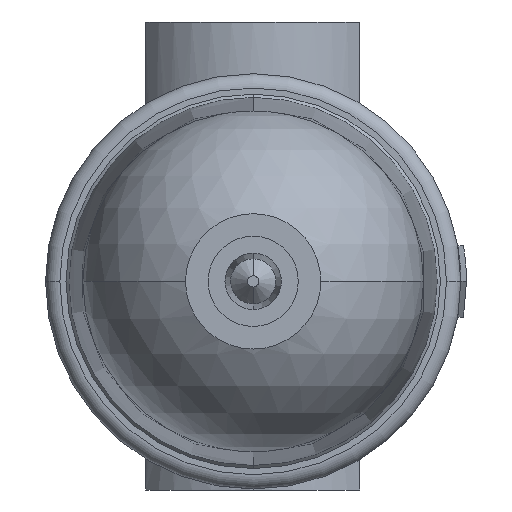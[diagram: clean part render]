
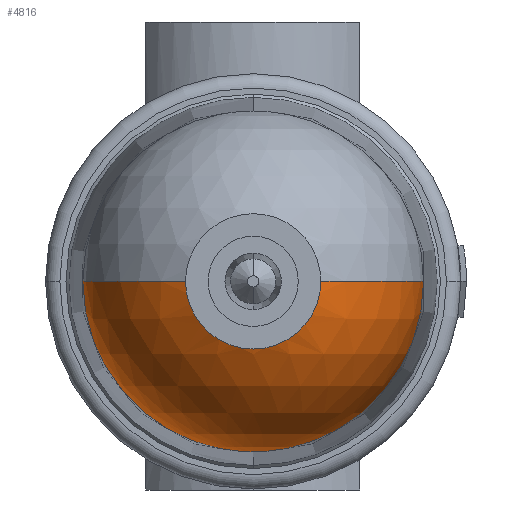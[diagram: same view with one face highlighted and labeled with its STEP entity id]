
A CAD part, front view. The second image highlights one B-rep face of the part: STEP entity #4816.
In plain terms, the highlighted spherical face has radius 15.113 mm.
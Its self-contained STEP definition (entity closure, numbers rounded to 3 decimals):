
#26 = EDGE_CURVE ( 'NONE', #2158, #4018, #644, .T. ) ;
#154 = CARTESIAN_POINT ( 'NONE',  ( 0., -73.013, 0. ) ) ;
#313 = CARTESIAN_POINT ( 'NONE',  ( 15.109, -59.508, 0. ) ) ;
#644 = CIRCLE ( 'NONE', #4061, 6. ) ;
#806 = ORIENTED_EDGE ( 'NONE', *, *, #2170, .T. ) ;
#851 = DIRECTION ( 'NONE',  ( 0., 0., 1. ) ) ;
#1117 = CARTESIAN_POINT ( 'NONE',  ( 6., -73.013, 0. ) ) ;
#1217 = CARTESIAN_POINT ( 'NONE',  ( 0., -59.508, 0. ) ) ;
#1492 = DIRECTION ( 'NONE',  ( -1., 0., 0. ) ) ;
#1497 = SPHERICAL_SURFACE ( 'NONE', #2135, 15.113 ) ;
#1556 = CARTESIAN_POINT ( 'NONE',  ( 0., -59.142, 0. ) ) ;
#1926 = FACE_OUTER_BOUND ( 'NONE', #2361, .T. ) ;
#2053 = DIRECTION ( 'NONE',  ( 0., 1., 0. ) ) ;
#2135 = AXIS2_PLACEMENT_3D ( 'NONE', #1556, #2686, #3549 ) ;
#2158 = VERTEX_POINT ( 'NONE', #1117 ) ;
#2160 = DIRECTION ( 'NONE',  ( 0., 0., 1. ) ) ;
#2170 = EDGE_CURVE ( 'NONE', #4018, #4500, #3313, .T. ) ;
#2183 = DIRECTION ( 'NONE',  ( 0., 1., 0. ) ) ;
#2316 = CIRCLE ( 'NONE', #4282, 15.109 ) ;
#2352 = CARTESIAN_POINT ( 'NONE',  ( 0., -59.142, 0. ) ) ;
#2361 = EDGE_LOOP ( 'NONE', ( #4284, #4461, #806, #2436, #2818 ) ) ;
#2400 = CIRCLE ( 'NONE', #3086, 15.109 ) ;
#2436 = ORIENTED_EDGE ( 'NONE', *, *, #4098, .F. ) ;
#2512 = DIRECTION ( 'NONE',  ( 0., 0., 1. ) ) ;
#2686 = DIRECTION ( 'NONE',  ( 0., 0., 1. ) ) ;
#2689 = CARTESIAN_POINT ( 'NONE',  ( -15.109, -59.508, 0. ) ) ;
#2727 = CARTESIAN_POINT ( 'NONE',  ( 0., -59.508, -15.109 ) ) ;
#2818 = ORIENTED_EDGE ( 'NONE', *, *, #3740, .F. ) ;
#2849 = CARTESIAN_POINT ( 'NONE',  ( 0., -59.142, 0. ) ) ;
#3026 = EDGE_CURVE ( 'NONE', #2158, #5117, #3161, .T. ) ;
#3086 = AXIS2_PLACEMENT_3D ( 'NONE', #4566, #4166, #2160 ) ;
#3161 = CIRCLE ( 'NONE', #4608, 15.113 ) ;
#3313 = CIRCLE ( 'NONE', #4423, 15.113 ) ;
#3549 = DIRECTION ( 'NONE',  ( -1., 0., 0. ) ) ;
#3621 = DIRECTION ( 'NONE',  ( 0., 0., -1. ) ) ;
#3740 = EDGE_CURVE ( 'NONE', #5117, #3949, #2400, .T. ) ;
#3835 = DIRECTION ( 'NONE',  ( 0., 0., 1. ) ) ;
#3949 = VERTEX_POINT ( 'NONE', #2727 ) ;
#4018 = VERTEX_POINT ( 'NONE', #4911 ) ;
#4061 = AXIS2_PLACEMENT_3D ( 'NONE', #154, #2183, #3835 ) ;
#4098 = EDGE_CURVE ( 'NONE', #3949, #4500, #2316, .T. ) ;
#4166 = DIRECTION ( 'NONE',  ( 0., 1., 0. ) ) ;
#4282 = AXIS2_PLACEMENT_3D ( 'NONE', #1217, #2053, #2512 ) ;
#4284 = ORIENTED_EDGE ( 'NONE', *, *, #3026, .F. ) ;
#4423 = AXIS2_PLACEMENT_3D ( 'NONE', #2352, #3621, #1492 ) ;
#4461 = ORIENTED_EDGE ( 'NONE', *, *, #26, .T. ) ;
#4500 = VERTEX_POINT ( 'NONE', #2689 ) ;
#4566 = CARTESIAN_POINT ( 'NONE',  ( 0., -59.508, 0. ) ) ;
#4608 = AXIS2_PLACEMENT_3D ( 'NONE', #2849, #851, #4922 ) ;
#4816 = ADVANCED_FACE ( 'NONE', ( #1926 ), #1497, .T. ) ;
#4911 = CARTESIAN_POINT ( 'NONE',  ( -6., -73.013, 0. ) ) ;
#4922 = DIRECTION ( 'NONE',  ( 1., 0., 0. ) ) ;
#5117 = VERTEX_POINT ( 'NONE', #313 ) ;
